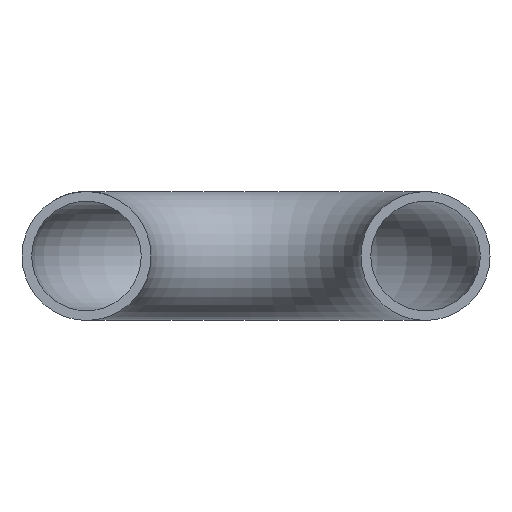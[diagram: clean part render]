
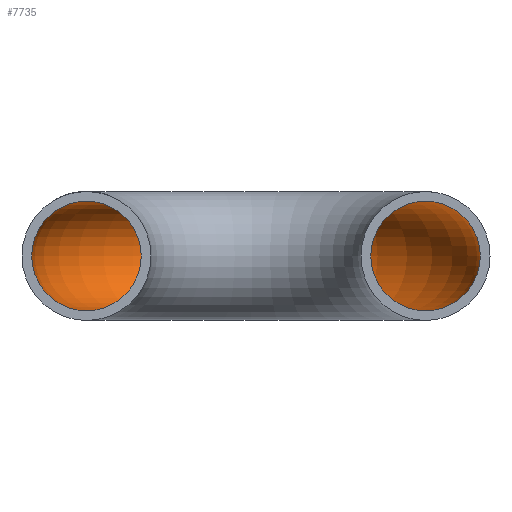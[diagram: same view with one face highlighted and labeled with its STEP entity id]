
A CAD part, front view. The second image highlights one B-rep face of the part: STEP entity #7735.
In plain terms, the highlighted toroidal (fillet/blend) face has major radius 28 mm and minor radius 9.05 mm.
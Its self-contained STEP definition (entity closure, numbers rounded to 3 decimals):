
#426 = DIRECTION ( 'NONE',  ( -1., 0., 0. ) ) ;
#487 = CARTESIAN_POINT ( 'NONE',  ( 0., 0., 0. ) ) ;
#607 = DIRECTION ( 'NONE',  ( 0., 0., -1. ) ) ;
#900 = CARTESIAN_POINT ( 'NONE',  ( -28., 0., 9.05 ) ) ;
#929 = AXIS2_PLACEMENT_3D ( 'NONE', #487, #607, #426 ) ;
#2377 = ORIENTED_EDGE ( 'NONE', *, *, #8736, .F. ) ;
#2739 = EDGE_CURVE ( 'NONE', #5390, #5390, #7869, .T. ) ;
#3989 = CARTESIAN_POINT ( 'NONE',  ( -28., 0., 0. ) ) ;
#4263 = DIRECTION ( 'NONE',  ( 1., 0., 0. ) ) ;
#4402 = DIRECTION ( 'NONE',  ( 0., 1., 0. ) ) ;
#5227 = CARTESIAN_POINT ( 'NONE',  ( 37.05, 0., 0. ) ) ;
#5390 = VERTEX_POINT ( 'NONE', #5227 ) ;
#5533 = EDGE_LOOP ( 'NONE', ( #2377 ) ) ;
#7735 = ADVANCED_FACE ( 'NONE', ( #9572, #10400 ), #11508, .F. ) ;
#7869 = CIRCLE ( 'NONE', #10503, 9.05 ) ;
#7937 = AXIS2_PLACEMENT_3D ( 'NONE', #3989, #4402, #9821 ) ;
#8057 = VERTEX_POINT ( 'NONE', #900 ) ;
#8651 = EDGE_LOOP ( 'NONE', ( #9011 ) ) ;
#8736 = EDGE_CURVE ( 'NONE', #8057, #8057, #11127, .T. ) ;
#9011 = ORIENTED_EDGE ( 'NONE', *, *, #2739, .T. ) ;
#9500 = DIRECTION ( 'NONE',  ( 0., -1., 0. ) ) ;
#9572 = FACE_OUTER_BOUND ( 'NONE', #8651, .T. ) ;
#9821 = DIRECTION ( 'NONE',  ( 0., 0., 1. ) ) ;
#10400 = FACE_OUTER_BOUND ( 'NONE', #5533, .T. ) ;
#10503 = AXIS2_PLACEMENT_3D ( 'NONE', #10513, #9500, #4263 ) ;
#10513 = CARTESIAN_POINT ( 'NONE',  ( 28., 0., 0. ) ) ;
#11127 = CIRCLE ( 'NONE', #7937, 9.05 ) ;
#11508 = TOROIDAL_SURFACE ( 'NONE', #929, 28., 9.05 ) ;
